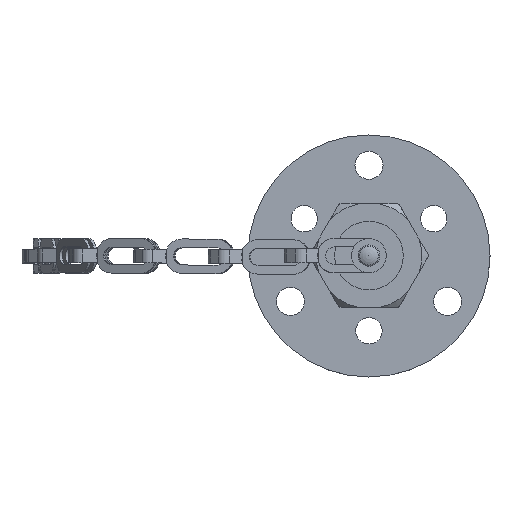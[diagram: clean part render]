
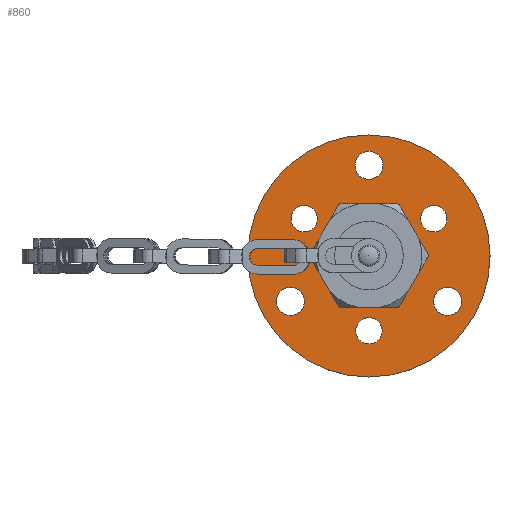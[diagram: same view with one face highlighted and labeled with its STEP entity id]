
A CAD part, top view. The second image highlights one B-rep face of the part: STEP entity #860.
In plain terms, the highlighted face is planar.
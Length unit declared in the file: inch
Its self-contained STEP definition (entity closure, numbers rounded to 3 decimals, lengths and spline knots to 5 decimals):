
#860=ADVANCED_FACE('',(#1722,#1723,#1724,#1725,#1726,#1727,#1728,#1729),#1730,.T.);
#1722=FACE_BOUND('',#2940,.T.);
#1723=FACE_BOUND('',#2941,.T.);
#1724=FACE_BOUND('',#2942,.T.);
#1725=FACE_OUTER_BOUND('',#2943,.T.);
#1726=FACE_BOUND('',#2944,.T.);
#1727=FACE_BOUND('',#2945,.T.);
#1728=FACE_BOUND('',#2946,.T.);
#1729=FACE_BOUND('',#2947,.T.);
#1730=PLANE('',#2948);
#2940=EDGE_LOOP('',(#4154));
#2941=EDGE_LOOP('',(#4155));
#2942=EDGE_LOOP('',(#4156));
#2943=EDGE_LOOP('',(#4157));
#2944=EDGE_LOOP('',(#4158));
#2945=EDGE_LOOP('',(#4159));
#2946=EDGE_LOOP('',(#4160));
#2947=EDGE_LOOP('',(#4161));
#2948=AXIS2_PLACEMENT_3D('',#4162,#4163,#4164);
#4154=ORIENTED_EDGE('',*,*,#6659,.T.);
#4155=ORIENTED_EDGE('',*,*,#6660,.T.);
#4156=ORIENTED_EDGE('',*,*,#6661,.T.);
#4157=ORIENTED_EDGE('',*,*,#6662,.T.);
#4158=ORIENTED_EDGE('',*,*,#6663,.T.);
#4159=ORIENTED_EDGE('',*,*,#6664,.T.);
#4160=ORIENTED_EDGE('',*,*,#6665,.T.);
#4161=ORIENTED_EDGE('',*,*,#6666,.T.);
#4162=CARTESIAN_POINT('',(0.0,0.0,-1.06446));
#4163=DIRECTION('',(0.0,0.0,-1.0));
#4164=DIRECTION('',(0.0,1.0,0.0));
#6659=EDGE_CURVE('',#7596,#7596,#7597,.T.);
#6660=EDGE_CURVE('',#7598,#7598,#7599,.T.);
#6661=EDGE_CURVE('',#7600,#7600,#7601,.T.);
#6662=EDGE_CURVE('',#7602,#7602,#7603,.T.);
#6663=EDGE_CURVE('',#7604,#7604,#7605,.T.);
#6664=EDGE_CURVE('',#7606,#7606,#7607,.T.);
#6665=EDGE_CURVE('',#7608,#7608,#7609,.T.);
#6666=EDGE_CURVE('',#7610,#7610,#7611,.T.);
#7596=VERTEX_POINT('',#9011);
#7597=CIRCLE('',#9012,0.0955);
#7598=VERTEX_POINT('',#9013);
#7599=CIRCLE('',#9014,0.1015);
#7600=VERTEX_POINT('',#9015);
#7601=CIRCLE('',#9016,0.1015);
#7602=VERTEX_POINT('',#9017);
#7603=CIRCLE('',#9018,0.875);
#7604=VERTEX_POINT('',#9019);
#7605=CIRCLE('',#9020,0.2516);
#7606=VERTEX_POINT('',#9021);
#7607=CIRCLE('',#9022,0.1015);
#7608=VERTEX_POINT('',#9023);
#7609=CIRCLE('',#9024,0.0955);
#7610=VERTEX_POINT('',#9025);
#7611=CIRCLE('',#9026,0.0955);
#9011=CARTESIAN_POINT('',(0.2225,-0.38538,-1.06446));
#9012=AXIS2_PLACEMENT_3D('',#11874,#11875,#11876);
#9013=CARTESIAN_POINT('',(-0.2401,-0.61886,-1.06446));
#9014=AXIS2_PLACEMENT_3D('',#11877,#11878,#11879);
#9015=CARTESIAN_POINT('',(0.656,0.1015,-1.06446));
#9016=AXIS2_PLACEMENT_3D('',#11880,#11881,#11882);
#9017=CARTESIAN_POINT('',(0.0,0.875,-1.06446));
#9018=AXIS2_PLACEMENT_3D('',#11883,#11884,#11885);
#9019=CARTESIAN_POINT('',(0.,-0.2516,-1.06446));
#9020=AXIS2_PLACEMENT_3D('',#11886,#11887,#11888);
#9021=CARTESIAN_POINT('',(-0.4159,0.51736,-1.06446));
#9022=AXIS2_PLACEMENT_3D('',#11889,#11890,#11891);
#9023=CARTESIAN_POINT('',(-0.445,0.,-1.06446));
#9024=AXIS2_PLACEMENT_3D('',#11892,#11893,#11894);
#9025=CARTESIAN_POINT('',(0.2225,0.38538,-1.06446));
#9026=AXIS2_PLACEMENT_3D('',#11895,#11896,#11897);
#11874=CARTESIAN_POINT('',(0.27025,-0.46809,-1.06446));
#11875=DIRECTION('',(0.0,0.0,1.0));
#11876=DIRECTION('',(-0.5,0.866,0.0));
#11877=CARTESIAN_POINT('',(-0.328,-0.56811,-1.06446));
#11878=DIRECTION('',(0.0,0.0,1.0));
#11879=DIRECTION('',(0.866,-0.5,0.0));
#11880=CARTESIAN_POINT('',(0.656,0.,-1.06446));
#11881=DIRECTION('',(0.0,-0.0,1.0));
#11882=DIRECTION('',(0.0,1.0,0.0));
#11883=CARTESIAN_POINT('',(0.0,0.0,-1.06446));
#11884=DIRECTION('',(0.0,0.0,-1.0));
#11885=DIRECTION('',(0.0,1.0,0.0));
#11886=CARTESIAN_POINT('',(0.,0.,-1.06446));
#11887=DIRECTION('',(0.0,0.,1.0));
#11888=DIRECTION('',(0.0,-1.0,0.));
#11889=CARTESIAN_POINT('',(-0.328,0.56811,-1.06446));
#11890=DIRECTION('',(0.0,0.0,1.0));
#11891=DIRECTION('',(-0.866,-0.5,0.0));
#11892=CARTESIAN_POINT('',(-0.5405,0.,-1.06446));
#11893=DIRECTION('',(0.0,0.0,1.0));
#11894=DIRECTION('',(1.0,0.0,0.0));
#11895=CARTESIAN_POINT('',(0.27025,0.46809,-1.06446));
#11896=DIRECTION('',(0.0,0.0,1.0));
#11897=DIRECTION('',(-0.5,-0.866,0.0));
